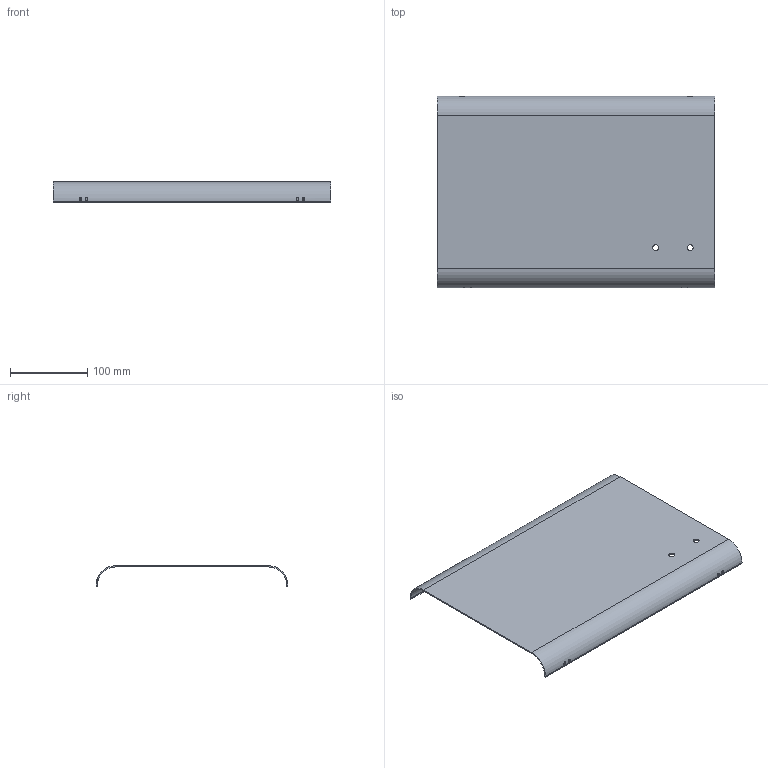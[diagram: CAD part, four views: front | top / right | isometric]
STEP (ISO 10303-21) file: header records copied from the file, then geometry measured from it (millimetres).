
FILE_DESCRIPTION(/* description */ (''),/* implementation_level */ '2;1');
FILE_NAME(/* name */ 'Exterior Case Lid 2.step',/* time_stamp */ '2023-09-12T14:15:04+02:00',/* author */ (''),/* organization */ (''),/* preprocessor_version */ 'ST-DEVELOPER v20',/* originating_system */ 'Autodesk Translation Framework v12.9.0.99',/* authorisation */ '');
FILE_SCHEMA (('AUTOMOTIVE_DESIGN { 1 0 10303 214 3 1 1 }'));
Length unit declared in the file: millimetre
Products named in the file (1): Exterior Case Lid 2
Bounding box: 360.4 x 248.6 x 26.5 mm (x, y, z)
Volume: 149740.8 mm3; surface area: 201774.3 mm2
Topology: 1 solids, 1 shells, 38 faces, 104 edges, 68 vertices
Faces by surface type: plane 26, cylinder 12
Full cylindrical faces by diameter (mm): 3.5 x4, 6.5 x2, 7.5 x2
Entity records: 1613 total; most frequent: CARTESIAN_POINT 619, ORIENTED_EDGE 208, DIRECTION 170, EDGE_CURVE 104, LINE 68, VECTOR 68, VERTEX_POINT 68, EDGE_LOOP 54
